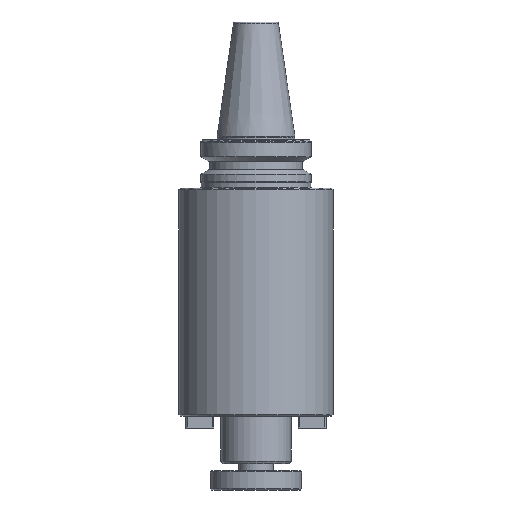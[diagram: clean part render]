
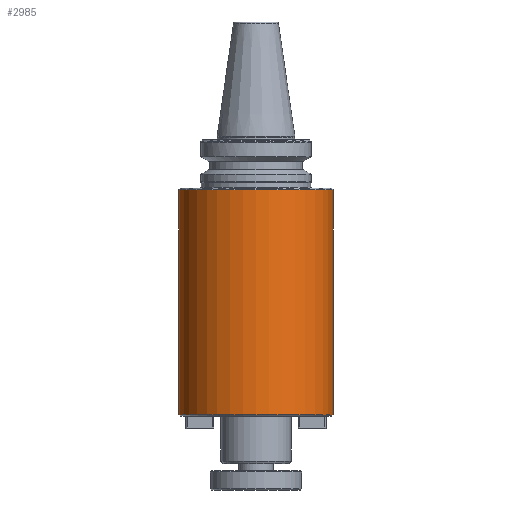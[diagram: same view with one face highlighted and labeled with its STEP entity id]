
A CAD part, front view. The second image highlights one B-rep face of the part: STEP entity #2985.
In plain terms, the highlighted cylindrical face has radius 44 mm (diameter 88 mm), a partial arc.
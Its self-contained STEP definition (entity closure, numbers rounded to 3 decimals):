
#42 = CARTESIAN_POINT ( 'NONE',  ( -44., 0., -159. ) ) ;
#125 = CARTESIAN_POINT ( 'NONE',  ( 0., -44., -30.5 ) ) ;
#158 = VECTOR ( 'NONE', #402, 1000. ) ;
#261 = CIRCLE ( 'NONE', #3400, 44. ) ;
#402 = DIRECTION ( 'NONE',  ( 0., 0., 1. ) ) ;
#408 = CARTESIAN_POINT ( 'NONE',  ( -44., 0., 88.348 ) ) ;
#499 = DIRECTION ( 'NONE',  ( 1., 0., 0. ) ) ;
#546 = CARTESIAN_POINT ( 'NONE',  ( 0., 0., 88.348 ) ) ;
#560 = ORIENTED_EDGE ( 'NONE', *, *, #2307, .T. ) ;
#566 = DIRECTION ( 'NONE',  ( 0., 0., 1. ) ) ;
#573 = DIRECTION ( 'NONE',  ( 1., 0., 0. ) ) ;
#677 = CARTESIAN_POINT ( 'NONE',  ( 44., 0., 88.348 ) ) ;
#769 = CARTESIAN_POINT ( 'NONE',  ( 0., 0., -30.5 ) ) ;
#823 = VERTEX_POINT ( 'NONE', #2327 ) ;
#827 = EDGE_LOOP ( 'NONE', ( #1461, #1934, #3255, #560, #1923 ) ) ;
#1132 = CYLINDRICAL_SURFACE ( 'NONE', #2130, 44. ) ;
#1133 = EDGE_CURVE ( 'NONE', #3306, #823, #261, .T. ) ;
#1155 = VERTEX_POINT ( 'NONE', #1602 ) ;
#1251 = CIRCLE ( 'NONE', #3314, 44. ) ;
#1378 = EDGE_CURVE ( 'NONE', #1155, #2579, #2560, .T. ) ;
#1461 = ORIENTED_EDGE ( 'NONE', *, *, #3112, .F. ) ;
#1486 = DIRECTION ( 'NONE',  ( 1., 0., 0. ) ) ;
#1493 = DIRECTION ( 'NONE',  ( 0., 0., 1. ) ) ;
#1494 = CARTESIAN_POINT ( 'NONE',  ( 0., 0., -159. ) ) ;
#1515 = CARTESIAN_POINT ( 'NONE',  ( 44., 0., -30.5 ) ) ;
#1602 = CARTESIAN_POINT ( 'NONE',  ( 44., 0., -159. ) ) ;
#1923 = ORIENTED_EDGE ( 'NONE', *, *, #1133, .T. ) ;
#1934 = ORIENTED_EDGE ( 'NONE', *, *, #2599, .T. ) ;
#2045 = DIRECTION ( 'NONE',  ( 1., 0., 0. ) ) ;
#2050 = DIRECTION ( 'NONE',  ( 0., 0., -1. ) ) ;
#2054 = CARTESIAN_POINT ( 'NONE',  ( 0., 0., -30.5 ) ) ;
#2100 = DIRECTION ( 'NONE',  ( 0., 0., 1. ) ) ;
#2130 = AXIS2_PLACEMENT_3D ( 'NONE', #546, #566, #573 ) ;
#2285 = LINE ( 'NONE', #408, #158 ) ;
#2307 = EDGE_CURVE ( 'NONE', #2579, #3306, #1251, .T. ) ;
#2327 = CARTESIAN_POINT ( 'NONE',  ( -44., 0., -30.5 ) ) ;
#2440 = DIRECTION ( 'NONE',  ( 0., 0., -1. ) ) ;
#2560 = LINE ( 'NONE', #677, #2615 ) ;
#2579 = VERTEX_POINT ( 'NONE', #1515 ) ;
#2582 = FACE_OUTER_BOUND ( 'NONE', #827, .T. ) ;
#2599 = EDGE_CURVE ( 'NONE', #3343, #1155, #3164, .T. ) ;
#2615 = VECTOR ( 'NONE', #2100, 1000. ) ;
#2985 = ADVANCED_FACE ( 'NONE', ( #2582 ), #1132, .T. ) ;
#3007 = AXIS2_PLACEMENT_3D ( 'NONE', #1494, #1493, #1486 ) ;
#3112 = EDGE_CURVE ( 'NONE', #3343, #823, #2285, .T. ) ;
#3164 = CIRCLE ( 'NONE', #3007, 44. ) ;
#3255 = ORIENTED_EDGE ( 'NONE', *, *, #1378, .T. ) ;
#3306 = VERTEX_POINT ( 'NONE', #125 ) ;
#3314 = AXIS2_PLACEMENT_3D ( 'NONE', #2054, #2050, #2045 ) ;
#3343 = VERTEX_POINT ( 'NONE', #42 ) ;
#3400 = AXIS2_PLACEMENT_3D ( 'NONE', #769, #2440, #499 ) ;
